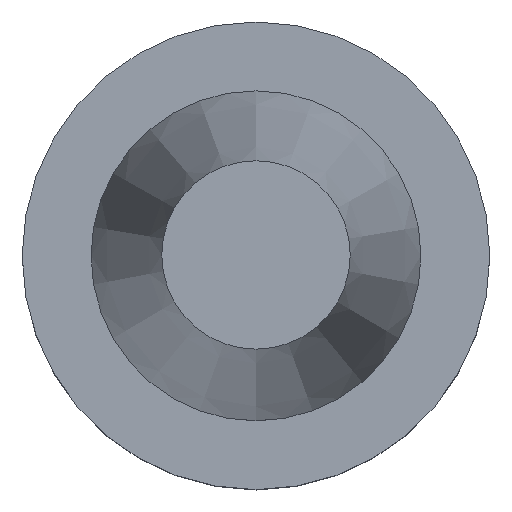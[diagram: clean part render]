
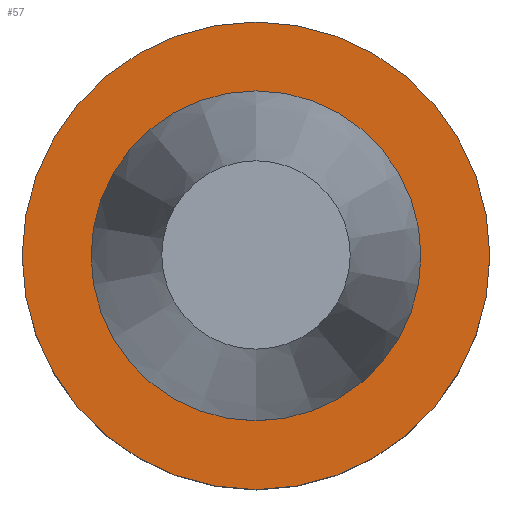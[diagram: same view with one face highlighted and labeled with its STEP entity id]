
A CAD part, top view. The second image highlights one B-rep face of the part: STEP entity #57.
In plain terms, the highlighted planar face has unit normal (0, 0, 1).
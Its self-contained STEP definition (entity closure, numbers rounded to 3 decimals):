
#57=ADVANCED_FACE('Unnamed[1]',(#154,#155),#156,.T.);
#120=EDGE_CURVE('Unnamed[1]',#254,#254,#255,.T.);
#133=EDGE_CURVE('Unnamed[1]',#273,#273,#274,.T.);
#154=FACE_OUTER_BOUND('',#287,.T.);
#155=FACE_BOUND('',#288,.T.);
#156=PLANE('',#289);
#254=VERTEX_POINT('',#412);
#255=CIRCLE('',#413,31.5);
#273=VERTEX_POINT('',#435);
#274=CIRCLE('',#436,22.225);
#287=EDGE_LOOP('',(#443));
#288=EDGE_LOOP('',(#444));
#289=AXIS2_PLACEMENT_3D('',#445,#446,#447);
#412=CARTESIAN_POINT('',(0.,31.5,-1.));
#413=AXIS2_PLACEMENT_3D('',#557,#558,#559);
#435=CARTESIAN_POINT('',(0.,22.225,-1.));
#436=AXIS2_PLACEMENT_3D('',#576,#577,#578);
#443=ORIENTED_EDGE('',*,*,#120,.F.);
#444=ORIENTED_EDGE('',*,*,#133,.T.);
#445=CARTESIAN_POINT('',(0.,26.862,-1.));
#446=DIRECTION('',(0.,0.,1.0));
#447=DIRECTION('',(0.,-1.0,0.));
#557=CARTESIAN_POINT('',(0.,0.,-1.));
#558=DIRECTION('',(0.,0.,-1.0));
#559=DIRECTION('',(0.,1.0,0.));
#576=CARTESIAN_POINT('',(0.,0.,-1.));
#577=DIRECTION('',(0.,0.,-1.0));
#578=DIRECTION('',(0.,1.0,0.));
